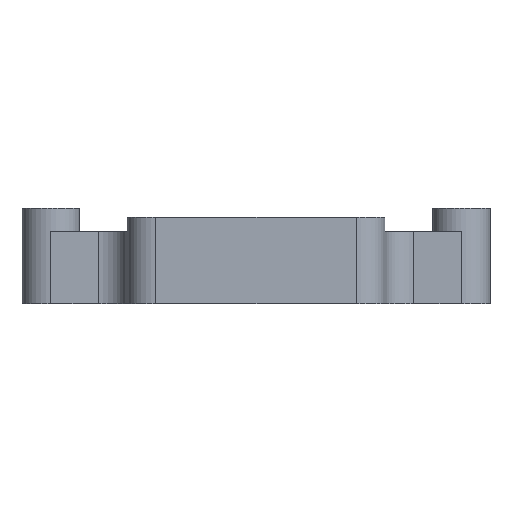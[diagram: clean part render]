
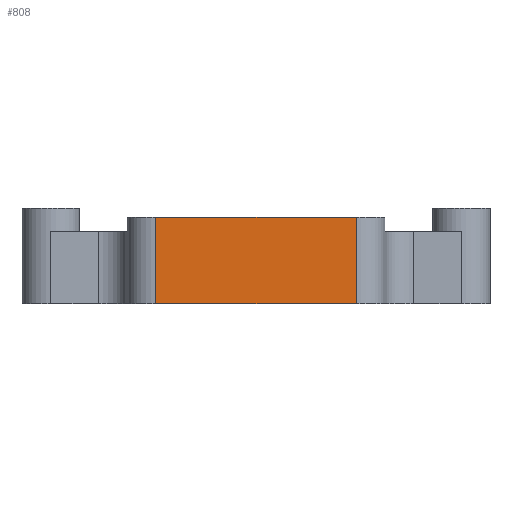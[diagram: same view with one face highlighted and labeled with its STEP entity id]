
A CAD part, front view. The second image highlights one B-rep face of the part: STEP entity #808.
In plain terms, the highlighted planar face has unit normal (0, -1, 0).
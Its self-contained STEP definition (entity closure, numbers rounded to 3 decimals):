
#28 = CARTESIAN_POINT ( 'NONE',  ( 11.343, -14.9, 82.638 ) ) ;
#41 = ORIENTED_EDGE ( 'NONE', *, *, #1229, .T. ) ;
#120 = CARTESIAN_POINT ( 'NONE',  ( -9.657, -14.9, 0. ) ) ;
#153 = VERTEX_POINT ( 'NONE', #566 ) ;
#192 = VECTOR ( 'NONE', #516, 1000. ) ;
#215 = DIRECTION ( 'NONE',  ( 0., 0., -1. ) ) ;
#339 = FACE_OUTER_BOUND ( 'NONE', #422, .T. ) ;
#379 = CARTESIAN_POINT ( 'NONE',  ( 11.343, -14.9, 0. ) ) ;
#422 = EDGE_LOOP ( 'NONE', ( #1142, #479, #1800, #41 ) ) ;
#479 = ORIENTED_EDGE ( 'NONE', *, *, #1251, .T. ) ;
#516 = DIRECTION ( 'NONE',  ( 0., 0., -1. ) ) ;
#534 = CARTESIAN_POINT ( 'NONE',  ( 11.343, -14.9, 82.638 ) ) ;
#566 = CARTESIAN_POINT ( 'NONE',  ( 11.343, -14.9, 9.05 ) ) ;
#571 = AXIS2_PLACEMENT_3D ( 'NONE', #28, #1398, #1262 ) ;
#602 = VECTOR ( 'NONE', #1885, 1000. ) ;
#625 = LINE ( 'NONE', #1878, #602 ) ;
#644 = CARTESIAN_POINT ( 'NONE',  ( -9.657, -14.9, 82.638 ) ) ;
#646 = DIRECTION ( 'NONE',  ( -1., 0., 0. ) ) ;
#807 = LINE ( 'NONE', #534, #192 ) ;
#808 = ADVANCED_FACE ( 'NONE', ( #339 ), #1426, .F. ) ;
#825 = CARTESIAN_POINT ( 'NONE',  ( 11.343, -14.9, 9.05 ) ) ;
#835 = EDGE_CURVE ( 'NONE', #153, #1719, #807, .T. ) ;
#900 = VECTOR ( 'NONE', #215, 1000. ) ;
#989 = VERTEX_POINT ( 'NONE', #120 ) ;
#1079 = LINE ( 'NONE', #825, #1721 ) ;
#1142 = ORIENTED_EDGE ( 'NONE', *, *, #835, .F. ) ;
#1154 = LINE ( 'NONE', #644, #900 ) ;
#1229 = EDGE_CURVE ( 'NONE', #989, #1719, #625, .T. ) ;
#1251 = EDGE_CURVE ( 'NONE', #153, #2001, #1079, .T. ) ;
#1262 = DIRECTION ( 'NONE',  ( 0., 0., 1. ) ) ;
#1398 = DIRECTION ( 'NONE',  ( 0., 1., 0. ) ) ;
#1408 = CARTESIAN_POINT ( 'NONE',  ( -9.657, -14.9, 9.05 ) ) ;
#1426 = PLANE ( 'NONE',  #571 ) ;
#1667 = EDGE_CURVE ( 'NONE', #2001, #989, #1154, .T. ) ;
#1719 = VERTEX_POINT ( 'NONE', #379 ) ;
#1721 = VECTOR ( 'NONE', #646, 1000. ) ;
#1800 = ORIENTED_EDGE ( 'NONE', *, *, #1667, .T. ) ;
#1878 = CARTESIAN_POINT ( 'NONE',  ( 11.343, -14.9, 0. ) ) ;
#1885 = DIRECTION ( 'NONE',  ( 1., 0., 0. ) ) ;
#2001 = VERTEX_POINT ( 'NONE', #1408 ) ;
